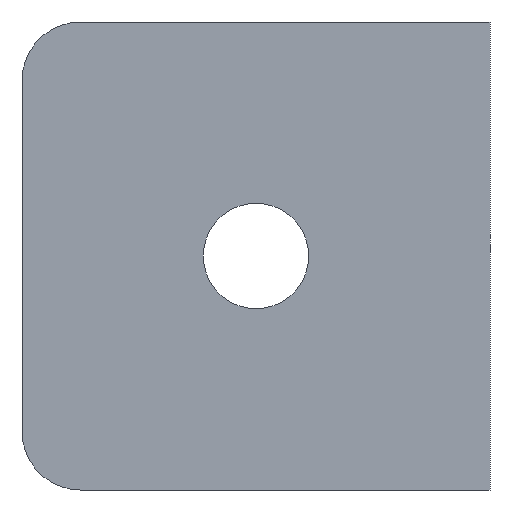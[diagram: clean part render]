
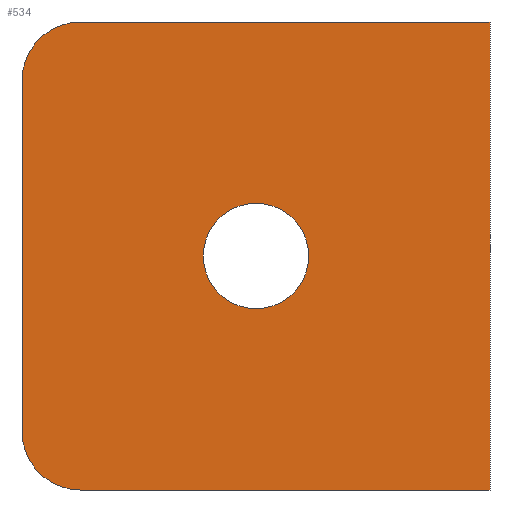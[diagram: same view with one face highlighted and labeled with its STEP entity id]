
A CAD part, front view. The second image highlights one B-rep face of the part: STEP entity #534.
In plain terms, the highlighted planar face has unit normal (0, -1, 0).
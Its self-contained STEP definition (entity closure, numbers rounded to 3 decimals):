
#32=FACE_BOUND('',#96,.T.);
#38=CIRCLE('',#578,2.5);
#40=CIRCLE('',#582,2.5);
#41=CIRCLE('',#583,2.25);
#66=FACE_OUTER_BOUND('',#95,.T.);
#95=EDGE_LOOP('',(#383,#384,#385,#386,#387,#388));
#96=EDGE_LOOP('',(#389));
#135=LINE('',#822,#187);
#138=LINE('',#828,#190);
#139=LINE('',#830,#191);
#140=LINE('',#832,#192);
#187=VECTOR('',#660,10.);
#190=VECTOR('',#665,10.);
#191=VECTOR('',#666,10.);
#192=VECTOR('',#667,10.);
#237=VERTEX_POINT('',#812);
#238=VERTEX_POINT('',#813);
#241=VERTEX_POINT('',#821);
#243=VERTEX_POINT('',#827);
#244=VERTEX_POINT('',#829);
#245=VERTEX_POINT('',#831);
#246=VERTEX_POINT('',#834);
#293=EDGE_CURVE('',#237,#238,#38,.T.);
#297=EDGE_CURVE('',#241,#238,#135,.T.);
#300=EDGE_CURVE('',#237,#243,#138,.T.);
#301=EDGE_CURVE('',#243,#244,#139,.T.);
#302=EDGE_CURVE('',#244,#245,#140,.T.);
#303=EDGE_CURVE('',#241,#245,#40,.T.);
#304=EDGE_CURVE('',#246,#246,#41,.T.);
#383=ORIENTED_EDGE('',*,*,#293,.F.);
#384=ORIENTED_EDGE('',*,*,#300,.T.);
#385=ORIENTED_EDGE('',*,*,#301,.T.);
#386=ORIENTED_EDGE('',*,*,#302,.T.);
#387=ORIENTED_EDGE('',*,*,#303,.F.);
#388=ORIENTED_EDGE('',*,*,#297,.T.);
#389=ORIENTED_EDGE('',*,*,#304,.T.);
#519=PLANE('',#581);
#534=ADVANCED_FACE('',(#66,#32),#519,.T.);
#578=AXIS2_PLACEMENT_3D('',#814,#652,#653);
#581=AXIS2_PLACEMENT_3D('',#826,#663,#664);
#582=AXIS2_PLACEMENT_3D('',#833,#668,#669);
#583=AXIS2_PLACEMENT_3D('',#835,#670,#671);
#652=DIRECTION('center_axis',(0.,1.,0.));
#653=DIRECTION('ref_axis',(-0.707,0.,-0.707));
#660=DIRECTION('',(0.,0.,-1.));
#663=DIRECTION('center_axis',(0.,-1.,0.));
#664=DIRECTION('ref_axis',(1.,0.,0.));
#665=DIRECTION('',(1.,0.,0.));
#666=DIRECTION('',(0.,0.,1.));
#667=DIRECTION('',(-1.,0.,0.));
#668=DIRECTION('center_axis',(0.,1.,0.));
#669=DIRECTION('ref_axis',(-0.707,0.,0.707));
#670=DIRECTION('center_axis',(0.,1.,0.));
#671=DIRECTION('ref_axis',(1.,0.,0.));
#812=CARTESIAN_POINT('',(-7.5,-63.,-10.));
#813=CARTESIAN_POINT('',(-10.,-63.,-7.5));
#814=CARTESIAN_POINT('Origin',(-7.5,-63.,-7.5));
#821=CARTESIAN_POINT('',(-10.,-63.,7.5));
#822=CARTESIAN_POINT('',(-10.,-63.,10.));
#826=CARTESIAN_POINT('Origin',(0.,-63.,0.));
#827=CARTESIAN_POINT('',(10.,-63.,-10.));
#828=CARTESIAN_POINT('',(-10.,-63.,-10.));
#829=CARTESIAN_POINT('',(10.,-63.,10.));
#830=CARTESIAN_POINT('',(10.,-63.,-10.));
#831=CARTESIAN_POINT('',(-7.5,-63.,10.));
#832=CARTESIAN_POINT('',(10.,-63.,10.));
#833=CARTESIAN_POINT('Origin',(-7.5,-63.,7.5));
#834=CARTESIAN_POINT('',(-2.25,-63.,0.));
#835=CARTESIAN_POINT('Origin',(0.,-63.,0.));
